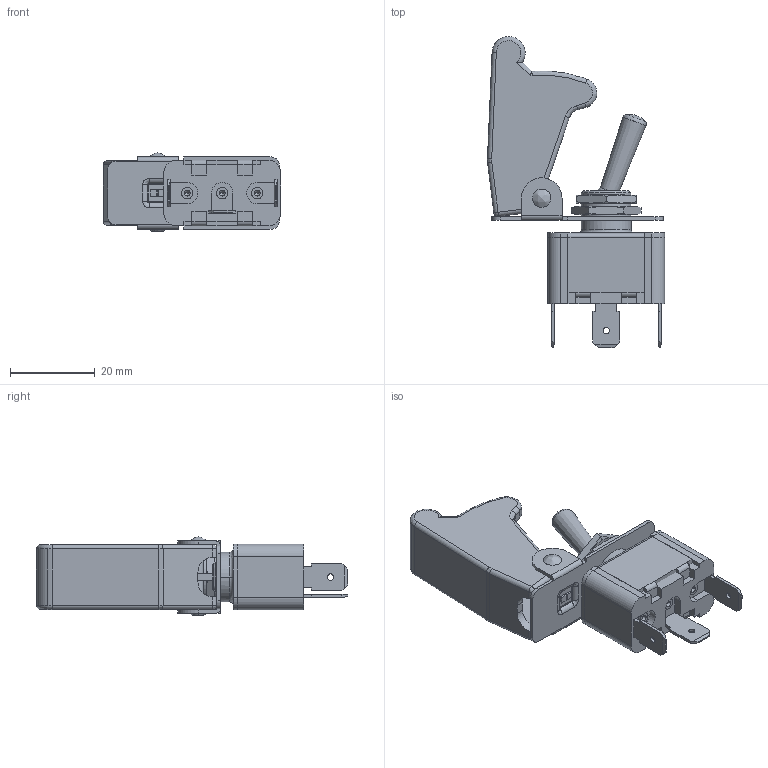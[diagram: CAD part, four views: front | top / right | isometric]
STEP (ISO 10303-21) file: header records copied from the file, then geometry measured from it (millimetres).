
FILE_DESCRIPTION (( 'STEP AP203' ), '1' );
FILE_NAME ('22-ENC-1104 Supplemental Battery Switch.STEP', '2024-12-07T20:40:04', ( '' ), ( '' ), 'SwSTEP 2.0', 'SolidWorks 2024', '' );
FILE_SCHEMA (( 'CONFIG_CONTROL_DESIGN' ));
Length unit declared in the file: centimetre
Products named in the file (3): 22-ENC-1104.1 Supplemental Battery Toggle Switch; 22-ENC-1104 Supplemental Battery Switch; 22-ENC-1104.2 Supplemental Battery Switch Safety Guard
Assembly tree (2 placements, depth 2):
  22-ENC-1104 Supplemental Battery Switch
    22-ENC-1104.1 Supplemental Battery Toggle Switch
    22-ENC-1104.2 Supplemental Battery Switch Safety Guard
Bounding box: 41.72 x 73.27 x 18.5 mm (x, y, z)
Volume: 14836.9 mm3; surface area: 12882.7 mm2
Topology: 18 solids, 18 shells, 538 faces, 1286 edges, 789 vertices
Faces by surface type: plane 261, cylinder 141, bspline 74, cone 62
Entity records: 22415 total; most frequent: CARTESIAN_POINT 9969, ORIENTED_EDGE 2544, DIRECTION 2489, EDGE_CURVE 1272, AXIS2_PLACEMENT_3D 873, VERTEX_POINT 789, VECTOR 743, LINE 743
